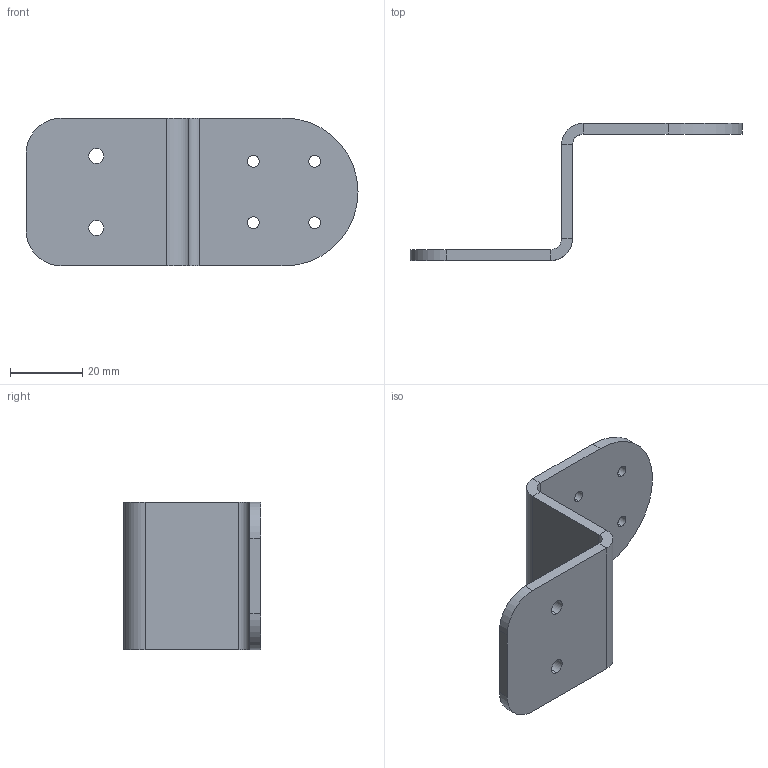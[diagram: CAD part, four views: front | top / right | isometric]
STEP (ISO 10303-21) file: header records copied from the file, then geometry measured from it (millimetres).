
FILE_DESCRIPTION (( 'STEP AP214' ), '1' );
FILE_NAME ('PING2-M-MOUNT.STEP', '2023-03-23T03:26:40', ( '' ), ( '' ), 'SwSTEP 2.0', 'SolidWorks 2022', '' );
FILE_SCHEMA (( 'AUTOMOTIVE_DESIGN' ));
Length unit declared in the file: millimetre
Products named in the file (1): PING2-M-MOUNT
Bounding box: 92 x 38 x 41 mm (x, y, z)
Volume: 14296.4 mm3; surface area: 10637 mm2
Topology: 1 solids, 1 shells, 36 faces, 86 edges, 52 vertices
Faces by surface type: cylinder 19, plane 17
Entity records: 1120 total; most frequent: DIRECTION 198, CARTESIAN_POINT 175, ORIENTED_EDGE 172, EDGE_CURVE 86, AXIS2_PLACEMENT_3D 75, VERTEX_POINT 52, EDGE_LOOP 48, VECTOR 48
